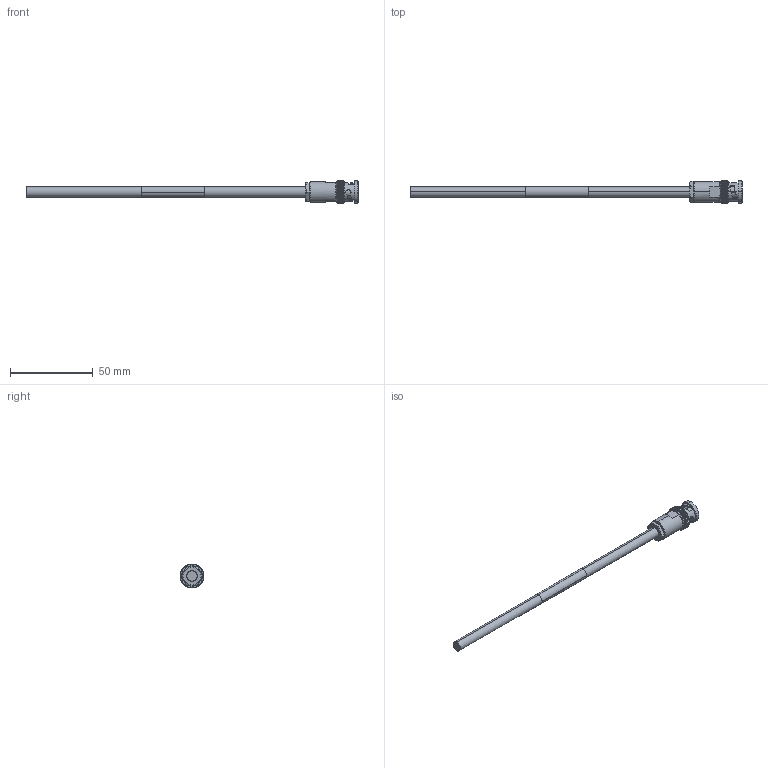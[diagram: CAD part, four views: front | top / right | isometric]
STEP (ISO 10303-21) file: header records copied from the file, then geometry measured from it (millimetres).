
FILE_DESCRIPTION (( 'STEP AP214' ), '1' );
FILE_NAME ('FM3MSA00225_3D.step', '2023-08-28T16:49:22', ( '' ), ( '' ), 'SwSTEP 2.0', 'SolidWorks 2022', '' );
FILE_SCHEMA (( 'AUTOMOTIVE_DESIGN' ));
Length unit declared in the file: inch
Products named in the file (7): FM3MSA00225_3D; 1AW01-003_.242" ID X 1.50; FMCN10-06030-210; TWCH-78-2_7"; Copy of 10-06030-XXX-MA2^FMCN10-06030-210; Copy of 10-06030-XXX-MA3^FMCN10-06030-210; Copy of 10-06030-XXX-MA1^FMCN10-06030-210
Assembly tree (6 placements, depth 3):
  FM3MSA00225_3D
    TWCH-78-2_7"
    1AW01-003_.242" ID X 1.50
    FMCN10-06030-210
      Copy of 10-06030-XXX-MA1^FMCN10-06030-210
      Copy of 10-06030-XXX-MA2^FMCN10-06030-210
      Copy of 10-06030-XXX-MA3^FMCN10-06030-210
Bounding box: 200.5 x 14.49 x 14.49 mm (x, y, z)
Volume: 8547.6 mm3; surface area: 8427.4 mm2
Topology: 5 solids, 5 shells, 701 faces, 2007 edges, 1322 vertices
Faces by surface type: cylinder 379, torus 194, plane 81, cone 32, bspline 15
Entity records: 26750 total; most frequent: CARTESIAN_POINT 8173, ORIENTED_EDGE 4010, DIRECTION 3770, EDGE_CURVE 2005, AXIS2_PLACEMENT_3D 1618, VERTEX_POINT 1322, CIRCLE 922, EDGE_LOOP 723
